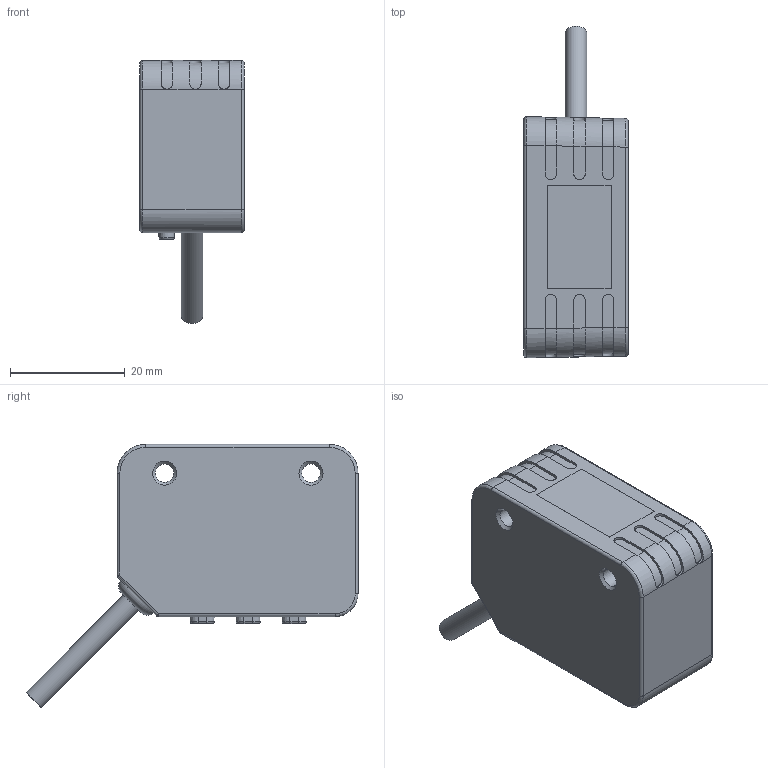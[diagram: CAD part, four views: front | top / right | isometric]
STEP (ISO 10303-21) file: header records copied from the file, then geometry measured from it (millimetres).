
FILE_DESCRIPTION(/* description */ (''),/* implementation_level */ '2;1');
FILE_NAME(/* name */ '',/* time_stamp */ '2022-12-14T09:10:12+08:00',/* author */ (''),/* organization */ (''),/* preprocessor_version */ 'ST-DEVELOPER v14',/* originating_system */ 'SIEMENS PLM Software NX 8.0',/* authorisation */ '');
FILE_SCHEMA (('AUTOMOTIVE_DESIGN { 1 0 10303 214 3 1 1 1 }'));
Length unit declared in the file: millimetre
Products named in the file (1): Admi351C09F0utni
Bounding box: 18.2 x 57.84 x 45.85 mm (x, y, z)
Volume: 22031.6 mm3; surface area: 5734.6 mm2
Topology: 1 solids, 4 shells, 276 faces, 703 edges, 451 vertices
Faces by surface type: extrusion 95, plane 92, cylinder 56, bspline 12, cone 10, torus 7, sphere 4
Full cylindrical faces by diameter (mm): 3.2 x2, 3.8 x1
Entity records: 11323 total; most frequent: CARTESIAN_POINT 4074, ORIENTED_EDGE 1378, DIRECTION 1015, EDGE_CURVE 689, VERTEX_POINT 447, VECTOR 423, LINE 328, B_SPLINE_CURVE_WITH_KNOTS 320
